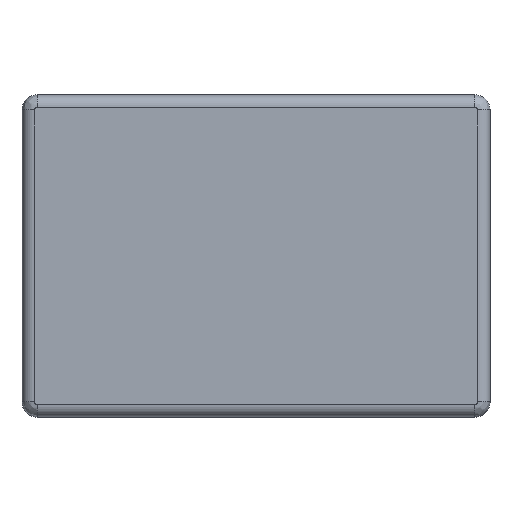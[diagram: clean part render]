
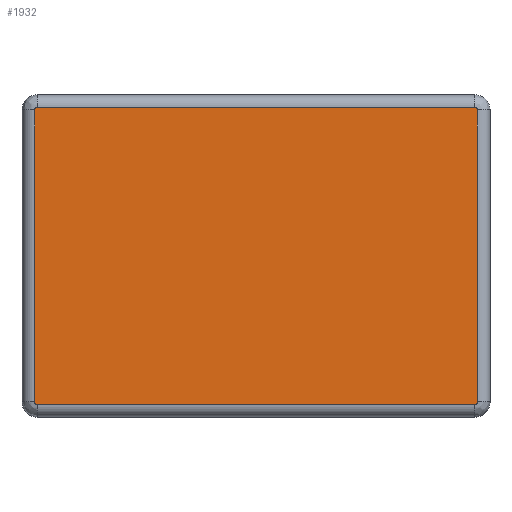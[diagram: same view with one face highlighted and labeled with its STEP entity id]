
A CAD part, top view. The second image highlights one B-rep face of the part: STEP entity #1932.
In plain terms, the highlighted planar face has unit normal (0, 0, 1).
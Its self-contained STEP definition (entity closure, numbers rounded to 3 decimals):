
#167=FACE_OUTER_BOUND('',#272,.T.);
#272=EDGE_LOOP('',(#1753,#1754,#1755,#1756,#1757,#1758,#1759,#1760));
#329=CIRCLE('',#2093,0.5);
#335=CIRCLE('',#2100,0.5);
#338=CIRCLE('',#2104,0.5);
#341=CIRCLE('',#2108,0.5);
#539=LINE('',#3260,#742);
#540=LINE('',#3277,#743);
#541=LINE('',#3293,#744);
#542=LINE('',#3307,#745);
#742=VECTOR('',#2612,10.);
#743=VECTOR('',#2623,10.);
#744=VECTOR('',#2632,10.);
#745=VECTOR('',#2639,10.);
#919=VERTEX_POINT('',#3248);
#920=VERTEX_POINT('',#3250);
#922=VERTEX_POINT('',#3256);
#924=VERTEX_POINT('',#3270);
#925=VERTEX_POINT('',#3275);
#926=VERTEX_POINT('',#3287);
#927=VERTEX_POINT('',#3291);
#928=VERTEX_POINT('',#3303);
#1189=EDGE_CURVE('',#919,#920,#329,.T.);
#1194=EDGE_CURVE('',#920,#922,#539,.T.);
#1197=EDGE_CURVE('',#922,#924,#335,.T.);
#1199=EDGE_CURVE('',#924,#925,#540,.T.);
#1201=EDGE_CURVE('',#925,#926,#338,.T.);
#1203=EDGE_CURVE('',#926,#927,#541,.T.);
#1205=EDGE_CURVE('',#927,#928,#341,.T.);
#1206=EDGE_CURVE('',#928,#919,#542,.T.);
#1753=ORIENTED_EDGE('',*,*,#1189,.F.);
#1754=ORIENTED_EDGE('',*,*,#1206,.F.);
#1755=ORIENTED_EDGE('',*,*,#1205,.F.);
#1756=ORIENTED_EDGE('',*,*,#1203,.F.);
#1757=ORIENTED_EDGE('',*,*,#1201,.F.);
#1758=ORIENTED_EDGE('',*,*,#1199,.F.);
#1759=ORIENTED_EDGE('',*,*,#1197,.F.);
#1760=ORIENTED_EDGE('',*,*,#1194,.F.);
#1832=PLANE('',#2111);
#1932=ADVANCED_FACE('',(#167),#1832,.T.);
#2093=AXIS2_PLACEMENT_3D('',#3251,#2601,#2602);
#2100=AXIS2_PLACEMENT_3D('',#3273,#2617,#2618);
#2104=AXIS2_PLACEMENT_3D('',#3289,#2626,#2627);
#2108=AXIS2_PLACEMENT_3D('',#3305,#2635,#2636);
#2111=AXIS2_PLACEMENT_3D('',#3310,#2643,#2644);
#2601=DIRECTION('center_axis',(0.,0.,-1.));
#2602=DIRECTION('ref_axis',(-0.707,0.707,0.));
#2612=DIRECTION('',(1.,0.,0.));
#2617=DIRECTION('center_axis',(0.,0.,-1.));
#2618=DIRECTION('ref_axis',(0.707,0.707,0.));
#2623=DIRECTION('',(0.,-1.,0.));
#2626=DIRECTION('center_axis',(0.,0.,-1.));
#2627=DIRECTION('ref_axis',(0.707,-0.707,0.));
#2632=DIRECTION('',(-1.,0.,0.));
#2635=DIRECTION('center_axis',(0.,0.,-1.));
#2636=DIRECTION('ref_axis',(-0.707,-0.707,0.));
#2639=DIRECTION('',(0.,1.,0.));
#2643=DIRECTION('center_axis',(0.,0.,1.));
#2644=DIRECTION('ref_axis',(1.,0.,0.));
#3248=CARTESIAN_POINT('',(-44.,29.,45.));
#3250=CARTESIAN_POINT('',(-43.5,29.5,45.));
#3251=CARTESIAN_POINT('Origin',(-43.5,29.,45.));
#3256=CARTESIAN_POINT('',(43.5,29.5,45.));
#3260=CARTESIAN_POINT('',(23.25,29.5,45.));
#3270=CARTESIAN_POINT('',(44.,29.,45.));
#3273=CARTESIAN_POINT('Origin',(43.5,29.,45.));
#3275=CARTESIAN_POINT('',(44.,-29.,45.));
#3277=CARTESIAN_POINT('',(44.,-16.,45.));
#3287=CARTESIAN_POINT('',(43.5,-29.5,45.));
#3289=CARTESIAN_POINT('Origin',(43.5,-29.,45.));
#3291=CARTESIAN_POINT('',(-43.5,-29.5,45.));
#3293=CARTESIAN_POINT('',(-23.25,-29.5,45.));
#3303=CARTESIAN_POINT('',(-44.,-29.,45.));
#3305=CARTESIAN_POINT('Origin',(-43.5,-29.,45.));
#3307=CARTESIAN_POINT('',(-44.,16.,45.));
#3310=CARTESIAN_POINT('Origin',(0.,0.,45.));
